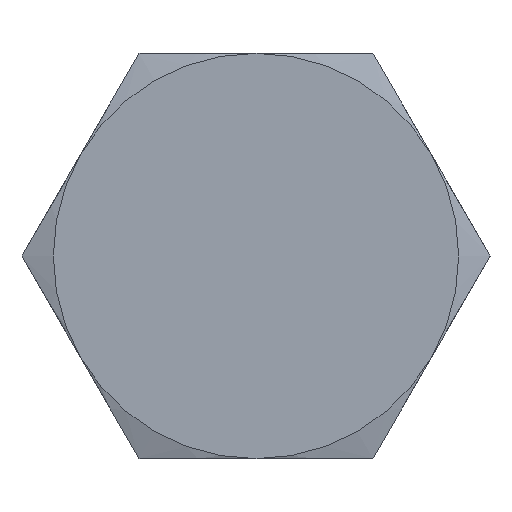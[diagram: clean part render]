
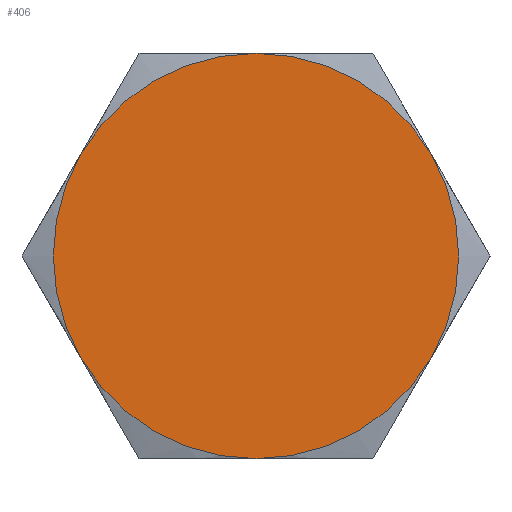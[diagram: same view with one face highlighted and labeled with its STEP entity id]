
A CAD part, left-side view. The second image highlights one B-rep face of the part: STEP entity #406.
In plain terms, the highlighted planar face has unit normal (-1, 0, 0).
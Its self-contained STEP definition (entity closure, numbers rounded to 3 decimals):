
#168=ORIENTED_EDGE('',*,*,#222,.F.);
#169=ORIENTED_EDGE('',*,*,#221,.F.);
#170=ORIENTED_EDGE('',*,*,#220,.F.);
#171=ORIENTED_EDGE('',*,*,#223,.F.);
#172=ORIENTED_EDGE('',*,*,#219,.F.);
#173=ORIENTED_EDGE('',*,*,#218,.F.);
#218=EDGE_CURVE('',#252,#249,#269,.T.);
#219=EDGE_CURVE('',#249,#259,#270,.T.);
#220=EDGE_CURVE('',#258,#256,#271,.T.);
#221=EDGE_CURVE('',#256,#254,#272,.T.);
#222=EDGE_CURVE('',#254,#252,#273,.T.);
#223=EDGE_CURVE('',#259,#258,#274,.T.);
#249=VERTEX_POINT('',#710);
#252=VERTEX_POINT('',#724);
#254=VERTEX_POINT('',#736);
#256=VERTEX_POINT('',#748);
#258=VERTEX_POINT('',#760);
#259=VERTEX_POINT('',#771);
#269=CIRCLE('',#451,6.5);
#270=CIRCLE('',#453,6.5);
#271=CIRCLE('',#455,6.5);
#272=CIRCLE('',#457,6.5);
#273=CIRCLE('',#459,6.5);
#274=CIRCLE('',#461,6.5);
#321=EDGE_LOOP('',(#168,#169,#170,#171,#172,#173));
#370=FACE_BOUND('',#321,.T.);
#380=PLANE('',#460);
#406=ADVANCED_FACE('',(#370),#380,.F.);
#451=AXIS2_PLACEMENT_3D('',#777,#537,#538);
#453=AXIS2_PLACEMENT_3D('',#779,#541,#542);
#455=AXIS2_PLACEMENT_3D('',#781,#545,#546);
#457=AXIS2_PLACEMENT_3D('',#783,#549,#550);
#459=AXIS2_PLACEMENT_3D('',#785,#553,#554);
#460=AXIS2_PLACEMENT_3D('',#786,#555,#556);
#461=AXIS2_PLACEMENT_3D('',#787,#557,#558);
#537=DIRECTION('',(1.,0.,0.));
#538=DIRECTION('',(0.,0.,-1.));
#541=DIRECTION('',(1.,0.,0.));
#542=DIRECTION('',(0.,0.,-1.));
#545=DIRECTION('',(1.,0.,0.));
#546=DIRECTION('',(0.,0.,-1.));
#549=DIRECTION('',(1.,0.,0.));
#550=DIRECTION('',(0.,0.,-1.));
#553=DIRECTION('',(1.,0.,0.));
#554=DIRECTION('',(0.,0.,-1.));
#555=DIRECTION('',(1.,0.,0.));
#556=DIRECTION('',(0.,0.,-1.));
#557=DIRECTION('',(1.,0.,0.));
#558=DIRECTION('',(0.,0.,-1.));
#710=CARTESIAN_POINT('',(-4.,0.,6.5));
#724=CARTESIAN_POINT('',(-4.,5.629,3.25));
#736=CARTESIAN_POINT('',(-4.,5.629,-3.25));
#748=CARTESIAN_POINT('',(-4.,0.,-6.5));
#760=CARTESIAN_POINT('',(-4.,-5.629,-3.25));
#771=CARTESIAN_POINT('',(-4.,-5.629,3.25));
#777=CARTESIAN_POINT('',(-4.,0.,0.));
#779=CARTESIAN_POINT('',(-4.,0.,0.));
#781=CARTESIAN_POINT('',(-4.,0.,0.));
#783=CARTESIAN_POINT('',(-4.,0.,0.));
#785=CARTESIAN_POINT('',(-4.,0.,0.));
#786=CARTESIAN_POINT('',(-4.,0.,0.));
#787=CARTESIAN_POINT('',(-4.,0.,0.));
